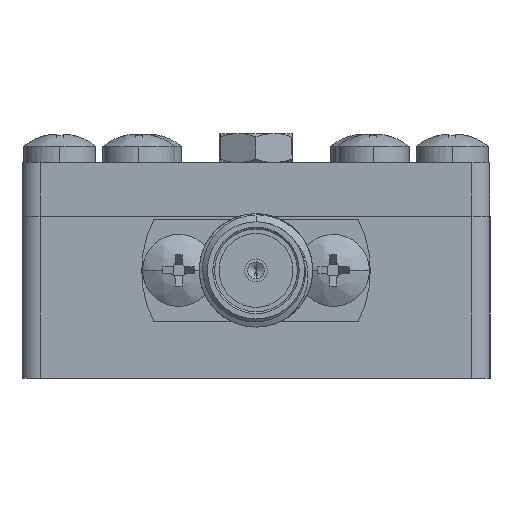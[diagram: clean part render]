
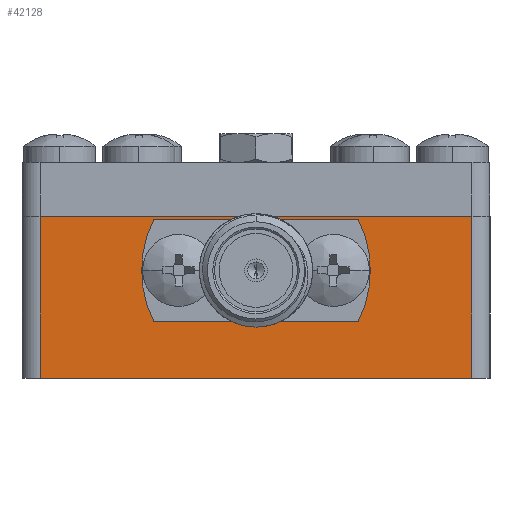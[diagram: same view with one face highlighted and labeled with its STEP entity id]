
A CAD part, left-side view. The second image highlights one B-rep face of the part: STEP entity #42128.
In plain terms, the highlighted planar face has unit normal (-1, 0, 0).
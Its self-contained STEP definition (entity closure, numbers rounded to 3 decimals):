
#756 = PLANE ( 'NONE',  #23459 ) ;
#1328 = LINE ( 'NONE', #49108, #10085 ) ;
#1553 = DIRECTION ( 'NONE',  ( 0., -1., 0. ) ) ;
#1682 = DIRECTION ( 'NONE',  ( 1., 0., 0. ) ) ;
#2863 = DIRECTION ( 'NONE',  ( 0., -1., 0. ) ) ;
#3914 = VERTEX_POINT ( 'NONE', #32698 ) ;
#7233 = ORIENTED_EDGE ( 'NONE', *, *, #22977, .T. ) ;
#7588 = CARTESIAN_POINT ( 'NONE',  ( -43.542, 13.106, -8.85 ) ) ;
#7944 = EDGE_LOOP ( 'NONE', ( #62514, #54447, #49325, #35978 ) ) ;
#9395 = EDGE_CURVE ( 'NONE', #29575, #15162, #33301, .T. ) ;
#10085 = VECTOR ( 'NONE', #39937, 1000. ) ;
#10875 = CARTESIAN_POINT ( 'NONE',  ( -43.542, 13.106, -3.15 ) ) ;
#11976 = DIRECTION ( 'NONE',  ( 0., 0., -1. ) ) ;
#14027 = EDGE_LOOP ( 'NONE', ( #51778, #7233, #18831, #29585 ) ) ;
#14042 = CARTESIAN_POINT ( 'NONE',  ( -43.542, 19.431, -12. ) ) ;
#15162 = VERTEX_POINT ( 'NONE', #7588 ) ;
#15919 = VERTEX_POINT ( 'NONE', #10875 ) ;
#17075 = EDGE_CURVE ( 'NONE', #15162, #15919, #35199, .T. ) ;
#17731 = VECTOR ( 'NONE', #47556, 1000. ) ;
#18100 = CARTESIAN_POINT ( 'NONE',  ( -43.542, -4.569, -12. ) ) ;
#18831 = ORIENTED_EDGE ( 'NONE', *, *, #29833, .T. ) ;
#19170 = CIRCLE ( 'NONE', #51446, 6.35 ) ;
#19547 = DIRECTION ( 'NONE',  ( 1., 0., 0. ) ) ;
#22162 = VERTEX_POINT ( 'NONE', #14042 ) ;
#22977 = EDGE_CURVE ( 'NONE', #15919, #45116, #44906, .T. ) ;
#23459 = AXIS2_PLACEMENT_3D ( 'NONE', #25418, #1682, #34599 ) ;
#24495 = DIRECTION ( 'NONE',  ( 0., 0., -1. ) ) ;
#25115 = LINE ( 'NONE', #34607, #37937 ) ;
#25418 = CARTESIAN_POINT ( 'NONE',  ( -43.542, 19.431, -3. ) ) ;
#25627 = VECTOR ( 'NONE', #1553, 1000. ) ;
#29347 = CARTESIAN_POINT ( 'NONE',  ( -43.542, 7.431, -6. ) ) ;
#29575 = VERTEX_POINT ( 'NONE', #30981 ) ;
#29585 = ORIENTED_EDGE ( 'NONE', *, *, #9395, .T. ) ;
#29833 = EDGE_CURVE ( 'NONE', #45116, #29575, #19170, .T. ) ;
#30553 = CARTESIAN_POINT ( 'NONE',  ( -43.542, 19.431, -3. ) ) ;
#30981 = CARTESIAN_POINT ( 'NONE',  ( -43.542, 1.757, -8.85 ) ) ;
#32373 = VECTOR ( 'NONE', #35615, 1000. ) ;
#32698 = CARTESIAN_POINT ( 'NONE',  ( -43.542, 19.431, -3. ) ) ;
#33301 = LINE ( 'NONE', #42494, #17731 ) ;
#34599 = DIRECTION ( 'NONE',  ( 0., 1., 0. ) ) ;
#34607 = CARTESIAN_POINT ( 'NONE',  ( -43.542, -4.569, -3. ) ) ;
#34667 = LINE ( 'NONE', #30553, #32373 ) ;
#34757 = VECTOR ( 'NONE', #2863, 1000. ) ;
#35199 = CIRCLE ( 'NONE', #62458, 6.35 ) ;
#35406 = DIRECTION ( 'NONE',  ( 1., 0., 0. ) ) ;
#35615 = DIRECTION ( 'NONE',  ( 0., 0., -1. ) ) ;
#35978 = ORIENTED_EDGE ( 'NONE', *, *, #39256, .T. ) ;
#36416 = CARTESIAN_POINT ( 'NONE',  ( -43.542, 19.431, -3. ) ) ;
#37937 = VECTOR ( 'NONE', #24495, 1000. ) ;
#39256 = EDGE_CURVE ( 'NONE', #3914, #22162, #34667, .T. ) ;
#39937 = DIRECTION ( 'NONE',  ( 0., -1., 0. ) ) ;
#41168 = LINE ( 'NONE', #36416, #34757 ) ;
#42128 = ADVANCED_FACE ( 'NONE', ( #49769, #54525 ), #756, .F. ) ;
#42494 = CARTESIAN_POINT ( 'NONE',  ( -43.542, 19.431, -8.85 ) ) ;
#42799 = CARTESIAN_POINT ( 'NONE',  ( -43.542, 1.757, -3.15 ) ) ;
#43907 = DIRECTION ( 'NONE',  ( 0., 0., -1. ) ) ;
#44906 = LINE ( 'NONE', #45222, #25627 ) ;
#45116 = VERTEX_POINT ( 'NONE', #42799 ) ;
#45222 = CARTESIAN_POINT ( 'NONE',  ( -43.542, 19.431, -3.15 ) ) ;
#47556 = DIRECTION ( 'NONE',  ( 0., 1., 0. ) ) ;
#47625 = EDGE_CURVE ( 'NONE', #60537, #49236, #25115, .T. ) ;
#48712 = CARTESIAN_POINT ( 'NONE',  ( -43.542, -4.569, -3. ) ) ;
#49108 = CARTESIAN_POINT ( 'NONE',  ( -43.542, 19.431, -12. ) ) ;
#49236 = VERTEX_POINT ( 'NONE', #18100 ) ;
#49325 = ORIENTED_EDGE ( 'NONE', *, *, #53360, .F. ) ;
#49769 = FACE_OUTER_BOUND ( 'NONE', #7944, .T. ) ;
#51446 = AXIS2_PLACEMENT_3D ( 'NONE', #29347, #19547, #43907 ) ;
#51778 = ORIENTED_EDGE ( 'NONE', *, *, #17075, .T. ) ;
#53360 = EDGE_CURVE ( 'NONE', #3914, #60537, #41168, .T. ) ;
#54447 = ORIENTED_EDGE ( 'NONE', *, *, #47625, .F. ) ;
#54525 = FACE_BOUND ( 'NONE', #14027, .T. ) ;
#54701 = CARTESIAN_POINT ( 'NONE',  ( -43.542, 7.431, -6. ) ) ;
#60537 = VERTEX_POINT ( 'NONE', #48712 ) ;
#61699 = EDGE_CURVE ( 'NONE', #22162, #49236, #1328, .T. ) ;
#62458 = AXIS2_PLACEMENT_3D ( 'NONE', #54701, #35406, #11976 ) ;
#62514 = ORIENTED_EDGE ( 'NONE', *, *, #61699, .T. ) ;
